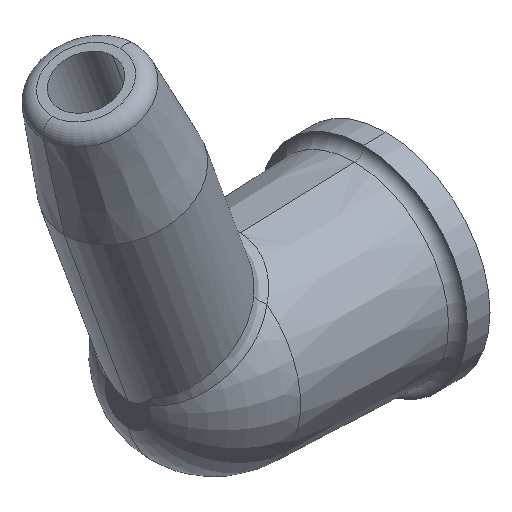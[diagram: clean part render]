
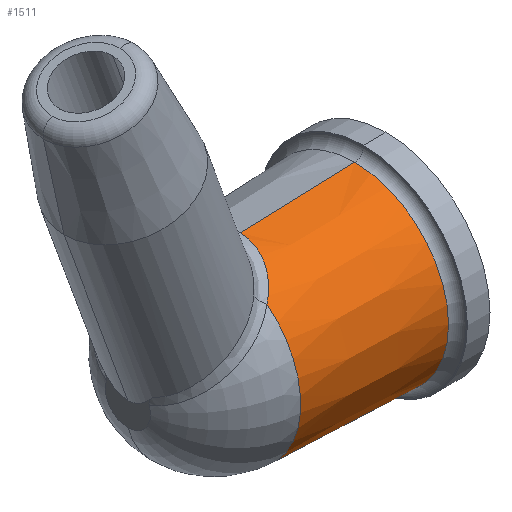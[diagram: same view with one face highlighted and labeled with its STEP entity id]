
A CAD part, isometric view. The second image highlights one B-rep face of the part: STEP entity #1511.
In plain terms, the highlighted conical face has half-angle 2 degrees and reference radius 10.668 mm.
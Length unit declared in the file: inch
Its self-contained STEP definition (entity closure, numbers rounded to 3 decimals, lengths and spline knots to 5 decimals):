
#21 = AXIS2_PLACEMENT_3D ( 'NONE', #371, #743, #1731 ) ;
#32 = CARTESIAN_POINT ( 'NONE',  ( -0.67384, -0.13167, 0.37413 ) ) ;
#59 = VECTOR ( 'NONE', #1465, 39.37008 ) ;
#96 = EDGE_CURVE ( 'NONE', #1637, #747, #850, .T. ) ;
#162 = VERTEX_POINT ( 'NONE', #1683 ) ;
#170 = LINE ( 'NONE', #805, #59 ) ;
#183 = EDGE_CURVE ( 'NONE', #1793, #1370, #1194, .T. ) ;
#190 = CARTESIAN_POINT ( 'NONE',  ( -0.65669, -0.08622, 0.38779 ) ) ;
#195 = CARTESIAN_POINT ( 'NONE',  ( -0.1386, 0., 0.41516 ) ) ;
#298 = DIRECTION ( 'NONE',  ( 0., 0., -1. ) ) ;
#338 = LINE ( 'NONE', #973, #630 ) ;
#348 = CARTESIAN_POINT ( 'NONE',  ( -0.64565, -0.0254, 0.39684 ) ) ;
#356 = CARTESIAN_POINT ( 'NONE',  ( -0.77044, -0.24348, 0.30861 ) ) ;
#371 = CARTESIAN_POINT ( 'NONE',  ( -0.1386, 0., 0. ) ) ;
#450 = EDGE_CURVE ( 'NONE', #162, #1637, #1186, .T. ) ;
#459 = FACE_OUTER_BOUND ( 'NONE', #1861, .T. ) ;
#516 = CARTESIAN_POINT ( 'NONE',  ( -0.71134, -0.19073, 0.34622 ) ) ;
#630 = VECTOR ( 'NONE', #1646, 39.37008 ) ;
#670 = CARTESIAN_POINT ( 'NONE',  ( -0.68479, -0.15255, 0.36571 ) ) ;
#700 = EDGE_CURVE ( 'NONE', #162, #1370, #170, .T. ) ;
#743 = DIRECTION ( 'NONE',  ( -1., 0., 0. ) ) ;
#747 = VERTEX_POINT ( 'NONE', #1223 ) ;
#805 = CARTESIAN_POINT ( 'NONE',  ( 0., 0., 0.42 ) ) ;
#824 = AXIS2_PLACEMENT_3D ( 'NONE', #1092, #1769, #298 ) ;
#826 = CARTESIAN_POINT ( 'NONE',  ( -0.66034, -0.09801, 0.38483 ) ) ;
#850 = CIRCLE ( 'NONE', #2082, 0.3931 ) ;
#866 = ORIENTED_EDGE ( 'NONE', *, *, #96, .T. ) ;
#973 = CARTESIAN_POINT ( 'NONE',  ( 0., 0., -0.42 ) ) ;
#983 = CARTESIAN_POINT ( 'NONE',  ( -0.64864, -0.05018, 0.39436 ) ) ;
#1092 = CARTESIAN_POINT ( 'NONE',  ( 0., 0., 0. ) ) ;
#1142 = CARTESIAN_POINT ( 'NONE',  ( -0.1386, 0., -0.41516 ) ) ;
#1145 = CARTESIAN_POINT ( 'NONE',  ( -0.64487, 0., 0.39748 ) ) ;
#1152 = CARTESIAN_POINT ( 'NONE',  ( -0.73425, -0.21615, 0.33045 ) ) ;
#1186 = B_SPLINE_CURVE_WITH_KNOTS ( 'NONE', 3,
 ( #1145, #1829, #348, #983, #1658, #190, #826, #1489, #32, #670, #1318, #2002, #516, #1152, #1838, #356 ),
 .UNSPECIFIED., .F., .F.,
 ( 4, 2, 2, 2, 2, 2, 2, 4 ),
 ( 0.00762, 0.00858, 0.00953, 0.01048, 0.01143, 0.01238, 0.01333, 0.01524 ),
 .UNSPECIFIED. ) ;
#1194 = CIRCLE ( 'NONE', #21, 0.41516 ) ;
#1223 = CARTESIAN_POINT ( 'NONE',  ( -0.77044, 0., -0.3931 ) ) ;
#1272 = CARTESIAN_POINT ( 'NONE',  ( -0.77044, -0.24348, 0.30861 ) ) ;
#1318 = CARTESIAN_POINT ( 'NONE',  ( -0.69085, -0.16253, 0.36113 ) ) ;
#1358 = ORIENTED_EDGE ( 'NONE', *, *, #450, .T. ) ;
#1368 = CONICAL_SURFACE ( 'NONE', #824, 0.42, 0.035 ) ;
#1370 = VERTEX_POINT ( 'NONE', #195 ) ;
#1380 = ORIENTED_EDGE ( 'NONE', *, *, #700, .F. ) ;
#1465 = DIRECTION ( 'NONE',  ( 0.999, 0., 0.035 ) ) ;
#1467 = DIRECTION ( 'NONE',  ( 1., 0., 0. ) ) ;
#1489 = CARTESIAN_POINT ( 'NONE',  ( -0.66894, -0.12079, 0.37799 ) ) ;
#1508 = CARTESIAN_POINT ( 'NONE',  ( -0.77044, 0., 0. ) ) ;
#1511 = ADVANCED_FACE ( 'NONE', ( #459 ), #1368, .T. ) ;
#1607 = ORIENTED_EDGE ( 'NONE', *, *, #183, .T. ) ;
#1608 = DIRECTION ( 'NONE',  ( 0., 0., -1. ) ) ;
#1637 = VERTEX_POINT ( 'NONE', #1272 ) ;
#1646 = DIRECTION ( 'NONE',  ( 0.999, 0., -0.035 ) ) ;
#1658 = CARTESIAN_POINT ( 'NONE',  ( -0.65086, -0.06234, 0.39254 ) ) ;
#1683 = CARTESIAN_POINT ( 'NONE',  ( -0.64487, 0., 0.39748 ) ) ;
#1693 = ORIENTED_EDGE ( 'NONE', *, *, #1734, .T. ) ;
#1731 = DIRECTION ( 'NONE',  ( 0., 0., 1. ) ) ;
#1734 = EDGE_CURVE ( 'NONE', #747, #1793, #338, .T. ) ;
#1769 = DIRECTION ( 'NONE',  ( 1., 0., 0. ) ) ;
#1793 = VERTEX_POINT ( 'NONE', #1142 ) ;
#1829 = CARTESIAN_POINT ( 'NONE',  ( -0.64487, -0.01271, 0.39748 ) ) ;
#1838 = CARTESIAN_POINT ( 'NONE',  ( -0.75131, -0.23085, 0.31943 ) ) ;
#1861 = EDGE_LOOP ( 'NONE', ( #1380, #1358, #866, #1693, #1607 ) ) ;
#2002 = CARTESIAN_POINT ( 'NONE',  ( -0.70412, -0.18163, 0.35139 ) ) ;
#2082 = AXIS2_PLACEMENT_3D ( 'NONE', #1508, #1467, #1608 ) ;
